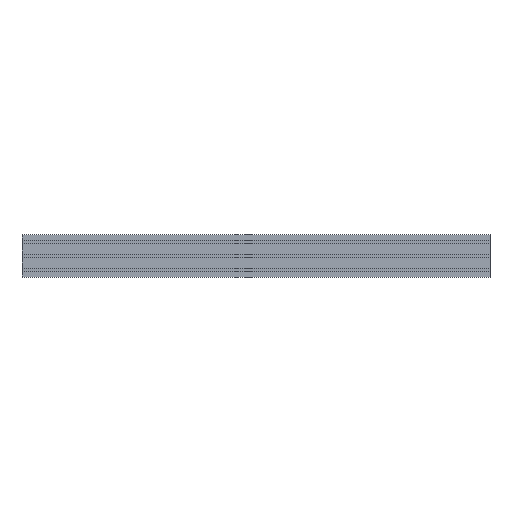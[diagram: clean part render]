
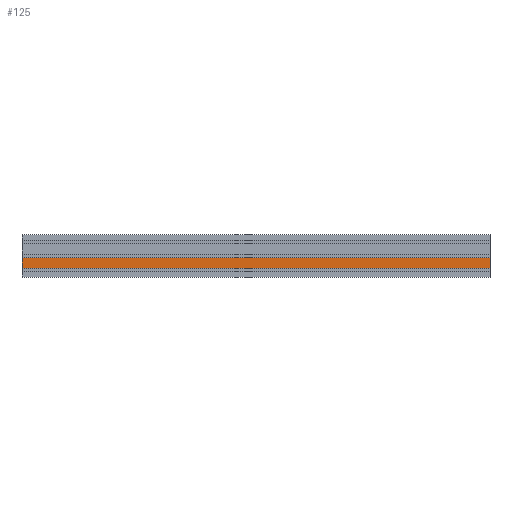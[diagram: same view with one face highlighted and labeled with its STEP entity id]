
A CAD part, top view. The second image highlights one B-rep face of the part: STEP entity #125.
In plain terms, the highlighted planar face has unit normal (0, 0, 1).
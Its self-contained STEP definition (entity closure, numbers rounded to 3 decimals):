
#125=ADVANCED_FACE('',(#259),#260,.T.);
#259=FACE_OUTER_BOUND('',#405,.T.);
#260=PLANE('',#406);
#405=EDGE_LOOP('',(#685,#686,#687,#688));
#406=AXIS2_PLACEMENT_3D('',#689,#690,#691);
#685=ORIENTED_EDGE('',*,*,#1003,.T.);
#686=ORIENTED_EDGE('',*,*,#1004,.F.);
#687=ORIENTED_EDGE('',*,*,#1005,.T.);
#688=ORIENTED_EDGE('',*,*,#1000,.T.);
#689=CARTESIAN_POINT('',(0.0,-15.0,15.0));
#690=DIRECTION('',(0.0,0.0,1.0));
#691=DIRECTION('',(0.0,-1.0,0.0));
#1000=EDGE_CURVE('',#1228,#1226,#1229,.T.);
#1003=EDGE_CURVE('',#1226,#1232,#1233,.T.);
#1004=EDGE_CURVE('',#1234,#1232,#1235,.T.);
#1005=EDGE_CURVE('',#1234,#1228,#1236,.T.);
#1226=VERTEX_POINT('',#1551);
#1228=VERTEX_POINT('',#1554);
#1229=LINE('',#1555,#1556);
#1232=VERTEX_POINT('',#1560);
#1233=LINE('',#1561,#1562);
#1234=VERTEX_POINT('',#1563);
#1235=LINE('',#1564,#1565);
#1236=LINE('',#1566,#1567);
#1551=CARTESIAN_POINT('',(1000.0,-26.0,15.0));
#1554=CARTESIAN_POINT('',(0.0,-26.0,15.0));
#1555=CARTESIAN_POINT('',(0.0,-26.0,15.0));
#1556=VECTOR('',#1791,1.0);
#1560=CARTESIAN_POINT('',(1000.0,-4.0,15.0));
#1561=CARTESIAN_POINT('',(1000.0,-4.0,15.0));
#1562=VECTOR('',#1793,1.0);
#1563=CARTESIAN_POINT('',(0.0,-4.0,15.0));
#1564=CARTESIAN_POINT('',(0.0,-4.0,15.0));
#1565=VECTOR('',#1794,1.0);
#1566=CARTESIAN_POINT('',(0.0,-4.0,15.0));
#1567=VECTOR('',#1795,1.0);
#1791=DIRECTION('',(1.0,0.0,0.0));
#1793=DIRECTION('',(0.0,1.0,-0.0));
#1794=DIRECTION('',(1.0,0.0,0.0));
#1795=DIRECTION('',(0.0,-1.0,0.0));
